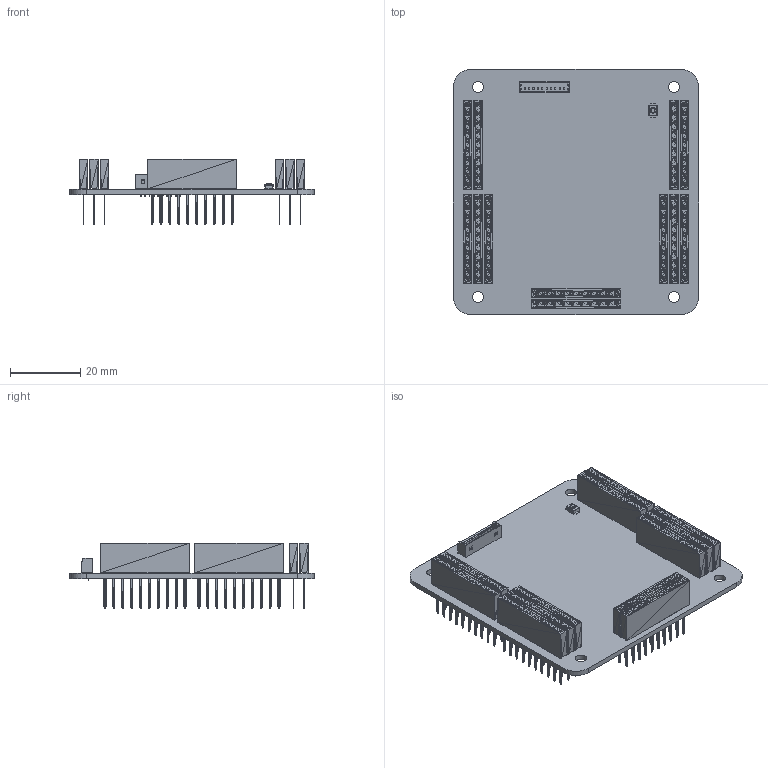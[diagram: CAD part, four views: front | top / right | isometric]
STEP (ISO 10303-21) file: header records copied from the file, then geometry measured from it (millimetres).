
FILE_DESCRIPTION(('KiCad electronic assembly'),'2;1');
FILE_NAME('Main_Stack_Dummy.step','2025-10-24T14:28:13',('Pcbnew'),( 'Kicad'),'Open CASCADE STEP processor 7.6','KiCad to STEP converter' ,'Unknown');
FILE_SCHEMA(('AUTOMOTIVE_DESIGN { 1 0 10303 214 1 1 1 1 }'));
Length unit declared in the file: millimetre
Products named in the file (5): Main_Stack_Dummy 1; Stack_Connector_1x10; SW_SPST_B3U-1000P; 1.25mm_PicoBlade_Header; MainFlightComputer_PCB
Assembly tree (15 placements, depth 2):
  Main_Stack_Dummy 1
    Stack_Connector_1x10  x12
    SW_SPST_B3U-1000P
    1.25mm_PicoBlade_Header
    MainFlightComputer_PCB
Bounding box: 70 x 70 x 18.75 mm (x, y, z)
Volume: 7276.5 mm3; surface area: 22637.3 mm2
Topology: 3 solids, 10899 shells, 11351 faces, 66619 edges, 98866 vertices
Faces by surface type: plane 11195, cylinder 153, sphere 2, torus 1
Full cylindrical faces by diameter (mm): 0.5 x10, 1 x120, 1.6 x1, 3.2 x4
Entity records: 67691 total; most frequent: CARTESIAN_POINT 17042, DIRECTION 9756, LINE 6380, VECTOR 6380, ORIENTED_EDGE 5214, EDGE_CURVE 3965, VERTEX_POINT 3526, GEOMETRIC_CURVE_SET 2724
